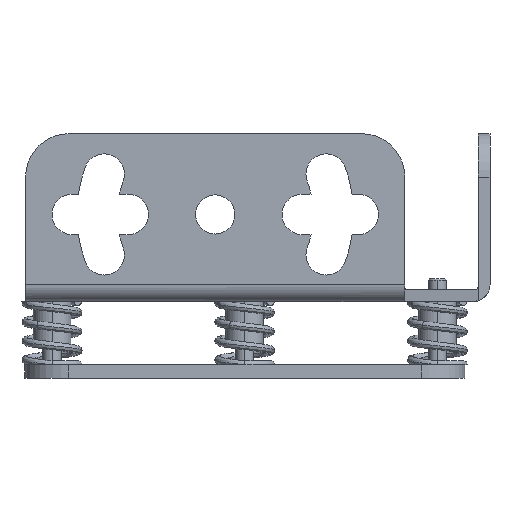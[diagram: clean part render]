
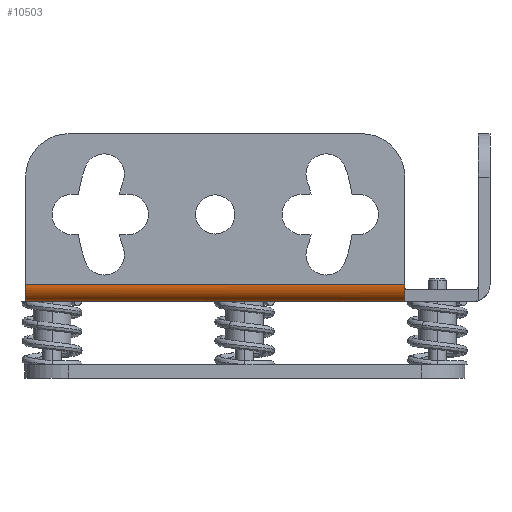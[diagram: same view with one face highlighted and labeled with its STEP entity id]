
A CAD part, left-side view. The second image highlights one B-rep face of the part: STEP entity #10503.
In plain terms, the highlighted cylindrical face has radius 2.7 mm (diameter 5.4 mm), a partial arc.
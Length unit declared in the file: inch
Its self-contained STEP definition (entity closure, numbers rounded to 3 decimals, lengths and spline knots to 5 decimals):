
#2133=DIRECTION('',(0.,-1.,0.));
#2134=VECTOR('',#2133,2.40157);
#2135=CARTESIAN_POINT('',(-0.0748,1.3878,
0.1063));
#2136=LINE('',#2135,#2134);
#2137=CARTESIAN_POINT('',(0.0315,-1.01378,
0.1063));
#2138=DIRECTION('',(0.,-1.,0.));
#2139=DIRECTION('',(-1.,0.,0.));
#2140=AXIS2_PLACEMENT_3D('',#2137,#2138,#2139);
#2142=CARTESIAN_POINT('',(0.,-1.01378,0.00477));
#2143=CARTESIAN_POINT('',(0.01033,-1.02055,
0.00157));
#2144=CARTESIAN_POINT('',(0.02083,-1.02743,0.));
#2145=CARTESIAN_POINT('',(0.0315,-1.03443,0.));
#2147=DIRECTION('',(0.,-1.,0.));
#2148=VECTOR('',#2147,2.42222);
#2149=CARTESIAN_POINT('',(0.0315,1.3878,0.));
#2150=LINE('',#2149,#2148);
#2151=CARTESIAN_POINT('',(0.0315,1.3878,
0.1063));
#2152=DIRECTION('',(0.,1.,0.));
#2153=DIRECTION('',(0.,0.,-1.));
#2154=AXIS2_PLACEMENT_3D('',#2151,#2152,#2153);
#4513=CARTESIAN_POINT('',(-0.0748,1.3878,
0.1063));
#4514=CARTESIAN_POINT('',(-0.0748,-1.01378,
0.1063));
#4515=VERTEX_POINT('',#4513);
#4516=VERTEX_POINT('',#4514);
#4517=CARTESIAN_POINT('',(0.,-1.01378,0.00477));
#4518=VERTEX_POINT('',#4517);
#4519=VERTEX_POINT('',#2145);
#4520=CARTESIAN_POINT('',(0.0315,1.3878,0.));
#4521=VERTEX_POINT('',#4520);
#10489=CARTESIAN_POINT('',(0.0315,2.59485,
0.1063));
#10490=DIRECTION('',(0.,-1.,0.));
#10491=DIRECTION('',(-1.,0.,0.));
#10492=AXIS2_PLACEMENT_3D('',#10489,#10490,#10491);
#10493=CYLINDRICAL_SURFACE('',#10492,0.1063);
#10495=ORIENTED_EDGE('',*,*,#10494,.T.);
#10497=ORIENTED_EDGE('',*,*,#10496,.T.);
#10498=ORIENTED_EDGE('',*,*,#10473,.T.);
#10499=ORIENTED_EDGE('',*,*,#4997,.F.);
#10500=ORIENTED_EDGE('',*,*,#10318,.T.);
#10501=EDGE_LOOP('',(#10495,#10497,#10498,#10499,#10500));
#10502=FACE_OUTER_BOUND('',#10501,.F.);
#10503=ADVANCED_FACE('',(#10502),#10493,.T.);
#2141=CIRCLE('',#2140,0.1063);
#2146=B_SPLINE_CURVE_WITH_KNOTS('',3,(#2142,#2143,#2144,#2145),.UNSPECIFIED.,
.F.,.F.,(4,4),(0.,1.),.UNSPECIFIED.);
#2155=CIRCLE('',#2154,0.1063);
#4997=EDGE_CURVE('',#4521,#4519,#2150,.T.);
#10318=EDGE_CURVE('',#4521,#4515,#2155,.T.);
#10473=EDGE_CURVE('',#4518,#4519,#2146,.T.);
#10494=EDGE_CURVE('',#4515,#4516,#2136,.T.);
#10496=EDGE_CURVE('',#4516,#4518,#2141,.T.);
